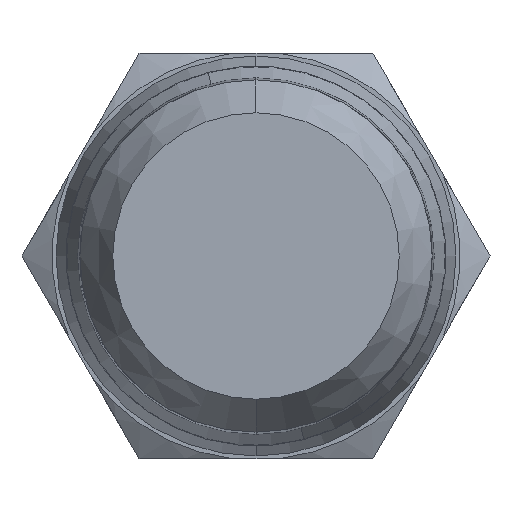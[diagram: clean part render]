
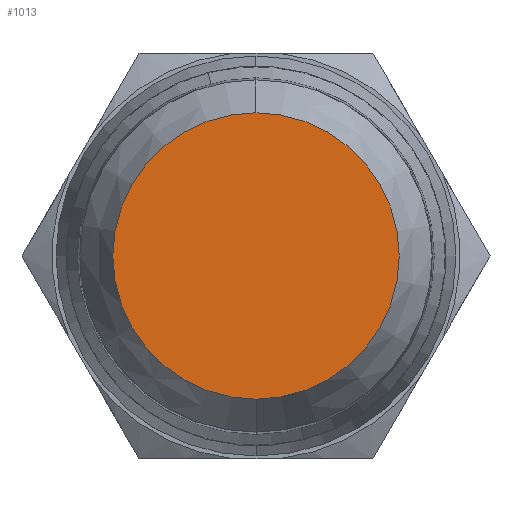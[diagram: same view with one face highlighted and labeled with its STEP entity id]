
A CAD part, front view. The second image highlights one B-rep face of the part: STEP entity #1013.
In plain terms, the highlighted planar face has unit normal (0, -1, 0).
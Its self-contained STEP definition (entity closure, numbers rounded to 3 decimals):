
#1 = ORIENTED_EDGE ( 'NONE', *, *, #1058, .T. ) ;
#3 = ORIENTED_EDGE ( 'NONE', *, *, #972, .T. ) ;
#147 = EDGE_LOOP ( 'NONE', ( #3, #1 ) ) ;
#371 = CIRCLE ( 'NONE', #824, 5.3 ) ;
#427 = FACE_OUTER_BOUND ( 'NONE', #147, .T. ) ;
#513 = CARTESIAN_POINT ( 'NONE',  ( 0., 0., 0. ) ) ;
#514 = DIRECTION ( 'NONE',  ( 0., -1., 0. ) ) ;
#515 = DIRECTION ( 'NONE',  ( 0., 0., -1. ) ) ;
#694 = CARTESIAN_POINT ( 'NONE',  ( 0., 0., 5.3 ) ) ;
#709 = CARTESIAN_POINT ( 'NONE',  ( 0., 0., -5.3 ) ) ;
#824 = AXIS2_PLACEMENT_3D ( 'NONE', #1367, #1368, #1366 ) ;
#857 = AXIS2_PLACEMENT_3D ( 'NONE', #1593, #1604, #1605 ) ;
#972 = EDGE_CURVE ( 'NONE', #1375, #2019, #371, .T. ) ;
#1013 = ADVANCED_FACE ( 'NONE', ( #427 ), #1591, .T. ) ;
#1058 = EDGE_CURVE ( 'NONE', #2019, #1375, #1740, .T. ) ;
#1133 = AXIS2_PLACEMENT_3D ( 'NONE', #513, #514, #515 ) ;
#1366 = DIRECTION ( 'NONE',  ( 0., 0., -1. ) ) ;
#1367 = CARTESIAN_POINT ( 'NONE',  ( 0., 0., 0. ) ) ;
#1368 = DIRECTION ( 'NONE',  ( 0., -1., 0. ) ) ;
#1375 = VERTEX_POINT ( 'NONE', #694 ) ;
#1591 = PLANE ( 'NONE',  #857 ) ;
#1593 = CARTESIAN_POINT ( 'NONE',  ( 0., 0., 0. ) ) ;
#1604 = DIRECTION ( 'NONE',  ( 0., -1., 0. ) ) ;
#1605 = DIRECTION ( 'NONE',  ( 0., 0., -1. ) ) ;
#1740 = CIRCLE ( 'NONE', #1133, 5.3 ) ;
#2019 = VERTEX_POINT ( 'NONE', #709 ) ;
